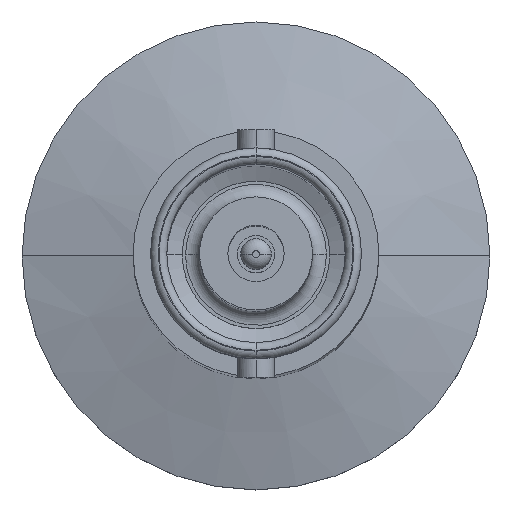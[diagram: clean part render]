
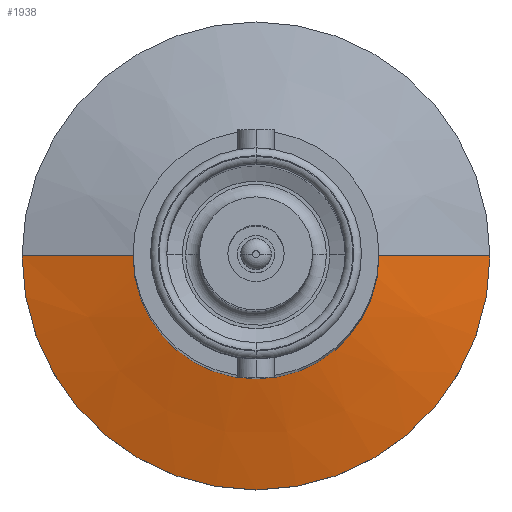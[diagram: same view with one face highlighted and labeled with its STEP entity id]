
A CAD part, top view. The second image highlights one B-rep face of the part: STEP entity #1938.
In plain terms, the highlighted conical face has half-angle 75 degrees and reference radius 14.986 mm.
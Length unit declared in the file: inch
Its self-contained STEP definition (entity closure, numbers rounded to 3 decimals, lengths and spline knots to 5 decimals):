
#51 = LINE ( 'NONE', #2136, #54 ) ;
#54 = VECTOR ( 'NONE', #2147, 39.37008 ) ;
#112 = DIRECTION ( 'NONE',  ( -1., 0., 0. ) ) ;
#113 = DIRECTION ( 'NONE',  ( 0., 0., 1. ) ) ;
#114 = CARTESIAN_POINT ( 'NONE',  ( 0., 0., 0.1 ) ) ;
#287 = VERTEX_POINT ( 'NONE', #995 ) ;
#289 = VERTEX_POINT ( 'NONE', #990 ) ;
#351 = ORIENTED_EDGE ( 'NONE', *, *, #2781, .T. ) ;
#352 = ORIENTED_EDGE ( 'NONE', *, *, #2516, .T. ) ;
#353 = ORIENTED_EDGE ( 'NONE', *, *, #2495, .F. ) ;
#354 = ORIENTED_EDGE ( 'NONE', *, *, #2479, .F. ) ;
#684 = EDGE_LOOP ( 'NONE', ( #354, #353, #352, #351 ) ) ;
#831 = VERTEX_POINT ( 'NONE', #1049 ) ;
#858 = VERTEX_POINT ( 'NONE', #1073 ) ;
#990 = CARTESIAN_POINT ( 'NONE',  ( -0.59, 0., 0.1 ) ) ;
#995 = CARTESIAN_POINT ( 'NONE',  ( 0.59, 0., 0.1 ) ) ;
#1049 = CARTESIAN_POINT ( 'NONE',  ( -0.31, 0., 0.17503 ) ) ;
#1073 = CARTESIAN_POINT ( 'NONE',  ( 0.31, 0., 0.17503 ) ) ;
#1132 = DIRECTION ( 'NONE',  ( -1., 0., 0. ) ) ;
#1139 = DIRECTION ( 'NONE',  ( 0., 0., -1. ) ) ;
#1141 = CARTESIAN_POINT ( 'NONE',  ( 0., 0., 0.1 ) ) ;
#1699 = CARTESIAN_POINT ( 'NONE',  ( -0.59, 0., 0.1 ) ) ;
#1703 = DIRECTION ( 'NONE',  ( -0.966, 0., -0.259 ) ) ;
#1864 = CIRCLE ( 'NONE', #2521, 0.59 ) ;
#1918 = CIRCLE ( 'NONE', #2414, 0.31 ) ;
#1938 = ADVANCED_FACE ( 'NONE', ( #2314 ), #2292, .T. ) ;
#2072 = DIRECTION ( 'NONE',  ( -1., 0., 0. ) ) ;
#2073 = DIRECTION ( 'NONE',  ( 0., 0., 1. ) ) ;
#2074 = CARTESIAN_POINT ( 'NONE',  ( 0., 0., 0.17503 ) ) ;
#2136 = CARTESIAN_POINT ( 'NONE',  ( 0.59, 0., 0.1 ) ) ;
#2147 = DIRECTION ( 'NONE',  ( 0.966, 0., -0.259 ) ) ;
#2292 = CONICAL_SURFACE ( 'NONE', #2615, 0.59, 1.309 ) ;
#2314 = FACE_OUTER_BOUND ( 'NONE', #684, .T. ) ;
#2339 = VECTOR ( 'NONE', #1703, 39.37008 ) ;
#2347 = LINE ( 'NONE', #1699, #2339 ) ;
#2414 = AXIS2_PLACEMENT_3D ( 'NONE', #2074, #2073, #2072 ) ;
#2479 = EDGE_CURVE ( 'NONE', #858, #287, #51, .T. ) ;
#2495 = EDGE_CURVE ( 'NONE', #831, #858, #1918, .T. ) ;
#2516 = EDGE_CURVE ( 'NONE', #831, #289, #2347, .T. ) ;
#2521 = AXIS2_PLACEMENT_3D ( 'NONE', #114, #113, #112 ) ;
#2615 = AXIS2_PLACEMENT_3D ( 'NONE', #1141, #1139, #1132 ) ;
#2781 = EDGE_CURVE ( 'NONE', #289, #287, #1864, .T. ) ;
